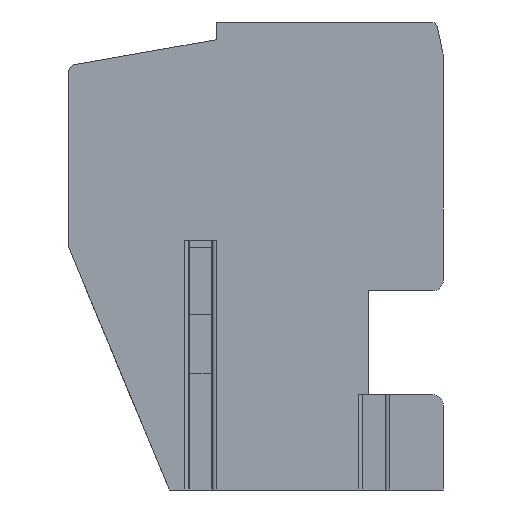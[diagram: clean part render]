
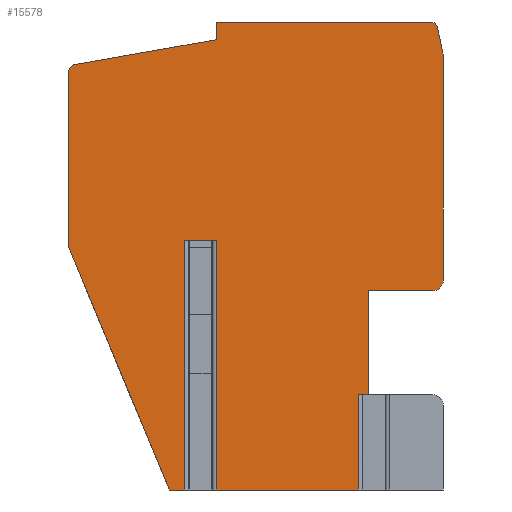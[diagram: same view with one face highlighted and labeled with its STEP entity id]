
A CAD part, left-side view. The second image highlights one B-rep face of the part: STEP entity #15578.
In plain terms, the highlighted planar face has unit normal (-1, 0, 0).
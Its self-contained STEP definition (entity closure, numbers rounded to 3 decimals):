
#18=DIRECTION('',(0.,0.,-1.));
#19=VECTOR('',#18,2.75);
#20=CARTESIAN_POINT('',(0.,-2.949,
-4.));
#21=LINE('',#20,#19);
#22=DIRECTION('',(0.,0.,-1.));
#23=VECTOR('',#22,7.2);
#24=CARTESIAN_POINT('',(0.,1.149,0.45));
#25=LINE('',#24,#23);
#26=DIRECTION('',(0.,1.,0.));
#27=VECTOR('',#26,0.901);
#28=CARTESIAN_POINT('',(0.,1.149,0.45));
#29=LINE('',#28,#27);
#30=DIRECTION('',(0.,0.,-1.));
#31=VECTOR('',#30,7.2);
#32=CARTESIAN_POINT('',(0.,2.05,0.45));
#33=LINE('',#32,#31);
#34=DIRECTION('',(0.,-0.383,-0.924));
#35=VECTOR('',#34,7.577);
#36=CARTESIAN_POINT('',(0.,5.4,0.25));
#37=LINE('',#36,#35);
#38=DIRECTION('',(0.,0.,1.));
#39=VECTOR('',#38,5.072);
#40=CARTESIAN_POINT('',(0.,5.4,0.25));
#41=LINE('',#40,#39);
#42=CARTESIAN_POINT('',(0.,5.2,5.322));
#43=DIRECTION('',(1.,0.,0.));
#44=DIRECTION('',(0.,1.,0.));
#45=AXIS2_PLACEMENT_3D('',#42,#43,#44);
#47=DIRECTION('',(0.,-0.985,0.174));
#48=VECTOR('',#47,4.148);
#49=CARTESIAN_POINT('',(0.,5.235,5.519));
#50=LINE('',#49,#48);
#51=DIRECTION('',(0.,0.,1.));
#52=VECTOR('',#51,0.511);
#53=CARTESIAN_POINT('',(0.,1.15,6.239));
#54=LINE('',#53,#52);
#55=DIRECTION('',(0.,-1.,0.));
#56=VECTOR('',#55,6.188);
#57=CARTESIAN_POINT('',(0.,1.15,6.75));
#58=LINE('',#57,#56);
#59=CARTESIAN_POINT('',(0.,-5.038,6.55));
#60=DIRECTION('',(1.,0.,0.));
#61=DIRECTION('',(0.,0.,1.));
#62=AXIS2_PLACEMENT_3D('',#59,#60,#61);
#64=DIRECTION('',(0.,-0.208,-0.978));
#65=VECTOR('',#64,0.747);
#66=CARTESIAN_POINT('',(0.,-5.234,6.592));
#67=LINE('',#66,#65);
#68=CARTESIAN_POINT('',(0.,-4.9,5.757));
#69=DIRECTION('',(1.,0.,0.));
#70=DIRECTION('',(0.,-0.978,0.208));
#71=AXIS2_PLACEMENT_3D('',#68,#69,#70);
#73=DIRECTION('',(0.,0.,-1.));
#74=VECTOR('',#73,6.457);
#75=CARTESIAN_POINT('',(0.,-5.4,5.757));
#76=LINE('',#75,#74);
#77=CARTESIAN_POINT('',(0.,-5.1,-0.7));
#78=DIRECTION('',(1.,0.,0.));
#79=DIRECTION('',(0.,-1.,0.));
#80=AXIS2_PLACEMENT_3D('',#77,#78,#79);
#82=DIRECTION('',(0.,1.,0.));
#83=VECTOR('',#82,1.85);
#84=CARTESIAN_POINT('',(0.,-5.1,-1.));
#85=LINE('',#84,#83);
#86=DIRECTION('',(0.,0.,-1.));
#87=VECTOR('',#86,3.);
#88=CARTESIAN_POINT('',(0.,-3.25,-1.));
#89=LINE('',#88,#87);
#90=DIRECTION('',(0.,-1.,0.));
#91=VECTOR('',#90,0.301);
#92=CARTESIAN_POINT('',(0.,-2.949,
-4.));
#93=LINE('',#92,#91);
#358=DIRECTION('',(0.,-1.,0.));
#359=VECTOR('',#358,0.45);
#360=CARTESIAN_POINT('',(0.,2.5,-6.75));
#361=LINE('',#360,#359);
#394=DIRECTION('',(0.,-1.,0.));
#395=VECTOR('',#394,4.099);
#396=CARTESIAN_POINT('',(0.,1.149,
-6.75));
#397=LINE('',#396,#395);
#12022=CARTESIAN_POINT('',(0.,5.4,5.322));
#12023=CARTESIAN_POINT('',(0.,5.235,5.519));
#12024=VERTEX_POINT('',#12022);
#12025=VERTEX_POINT('',#12023);
#12026=CARTESIAN_POINT('',(0.,1.15,6.239));
#12027=VERTEX_POINT('',#12026);
#12028=CARTESIAN_POINT('',(0.,1.15,6.75));
#12029=VERTEX_POINT('',#12028);
#12030=CARTESIAN_POINT('',(0.,-5.038,6.75));
#12031=VERTEX_POINT('',#12030);
#12032=CARTESIAN_POINT('',(0.,-5.234,6.592));
#12033=VERTEX_POINT('',#12032);
#12034=CARTESIAN_POINT('',(0.,-5.389,5.86));
#12035=VERTEX_POINT('',#12034);
#12036=CARTESIAN_POINT('',(0.,-5.4,5.757));
#12037=VERTEX_POINT('',#12036);
#12038=CARTESIAN_POINT('',(0.,-5.4,-0.7));
#12039=VERTEX_POINT('',#12038);
#12040=CARTESIAN_POINT('',(0.,-5.1,-1.));
#12041=VERTEX_POINT('',#12040);
#12042=CARTESIAN_POINT('',(0.,-3.25,-1.));
#12043=VERTEX_POINT('',#12042);
#13184=CARTESIAN_POINT('',(0.,5.4,0.25));
#13185=VERTEX_POINT('',#13184);
#13216=CARTESIAN_POINT('',(0.,1.149,
0.45));
#13217=CARTESIAN_POINT('',(0.,2.05,
0.45));
#13218=VERTEX_POINT('',#13216);
#13219=VERTEX_POINT('',#13217);
#13220=CARTESIAN_POINT('',(0.,1.149,
-6.75));
#13221=VERTEX_POINT('',#13220);
#13222=CARTESIAN_POINT('',(0.,2.05,
-6.75));
#13223=VERTEX_POINT('',#13222);
#13236=CARTESIAN_POINT('',(0.,2.5,-6.75));
#13237=VERTEX_POINT('',#13236);
#13248=CARTESIAN_POINT('',(0.,-2.949,
-4.));
#13249=CARTESIAN_POINT('',(0.,-2.949,
-6.75));
#13250=VERTEX_POINT('',#13248);
#13251=VERTEX_POINT('',#13249);
#13252=CARTESIAN_POINT('',(0.,-3.25,-4.));
#13253=VERTEX_POINT('',#13252);
#15531=CARTESIAN_POINT('',(0.,0.,0.));
#15532=DIRECTION('',(1.,0.,0.));
#15533=DIRECTION('',(0.,0.,-1.));
#15534=AXIS2_PLACEMENT_3D('',#15531,#15532,#15533);
#15535=PLANE('',#15534);
#15537=ORIENTED_EDGE('',*,*,#15536,.T.);
#15539=ORIENTED_EDGE('',*,*,#15538,.F.);
#15541=ORIENTED_EDGE('',*,*,#15540,.F.);
#15543=ORIENTED_EDGE('',*,*,#15542,.T.);
#15545=ORIENTED_EDGE('',*,*,#15544,.T.);
#15547=ORIENTED_EDGE('',*,*,#15546,.F.);
#15549=ORIENTED_EDGE('',*,*,#15548,.F.);
#15551=ORIENTED_EDGE('',*,*,#15550,.T.);
#15553=ORIENTED_EDGE('',*,*,#15552,.T.);
#15555=ORIENTED_EDGE('',*,*,#15554,.T.);
#15557=ORIENTED_EDGE('',*,*,#15556,.T.);
#15559=ORIENTED_EDGE('',*,*,#15558,.T.);
#15561=ORIENTED_EDGE('',*,*,#15560,.T.);
#15563=ORIENTED_EDGE('',*,*,#15562,.T.);
#15565=ORIENTED_EDGE('',*,*,#15564,.T.);
#15567=ORIENTED_EDGE('',*,*,#15566,.T.);
#15569=ORIENTED_EDGE('',*,*,#15568,.T.);
#15571=ORIENTED_EDGE('',*,*,#15570,.T.);
#15573=ORIENTED_EDGE('',*,*,#15572,.T.);
#15575=ORIENTED_EDGE('',*,*,#15574,.F.);
#15576=EDGE_LOOP('',(#15537,#15539,#15541,#15543,#15545,#15547,#15549,#15551,
#15553,#15555,#15557,#15559,#15561,#15563,#15565,#15567,#15569,#15571,#15573,
#15575));
#15577=FACE_OUTER_BOUND('',#15576,.F.);
#15578=ADVANCED_FACE('',(#15577),#15535,.F.);
#46=CIRCLE('',#45,0.2);
#63=CIRCLE('',#62,0.2);
#72=CIRCLE('',#71,0.5);
#81=CIRCLE('',#80,0.3);
#15536=EDGE_CURVE('',#13250,#13251,#21,.T.);
#15538=EDGE_CURVE('',#13221,#13251,#397,.T.);
#15540=EDGE_CURVE('',#13218,#13221,#25,.T.);
#15542=EDGE_CURVE('',#13218,#13219,#29,.T.);
#15544=EDGE_CURVE('',#13219,#13223,#33,.T.);
#15546=EDGE_CURVE('',#13237,#13223,#361,.T.);
#15548=EDGE_CURVE('',#13185,#13237,#37,.T.);
#15550=EDGE_CURVE('',#13185,#12024,#41,.T.);
#15552=EDGE_CURVE('',#12024,#12025,#46,.T.);
#15554=EDGE_CURVE('',#12025,#12027,#50,.T.);
#15556=EDGE_CURVE('',#12027,#12029,#54,.T.);
#15558=EDGE_CURVE('',#12029,#12031,#58,.T.);
#15560=EDGE_CURVE('',#12031,#12033,#63,.T.);
#15562=EDGE_CURVE('',#12033,#12035,#67,.T.);
#15564=EDGE_CURVE('',#12035,#12037,#72,.T.);
#15566=EDGE_CURVE('',#12037,#12039,#76,.T.);
#15568=EDGE_CURVE('',#12039,#12041,#81,.T.);
#15570=EDGE_CURVE('',#12041,#12043,#85,.T.);
#15572=EDGE_CURVE('',#12043,#13253,#89,.T.);
#15574=EDGE_CURVE('',#13250,#13253,#93,.T.);
